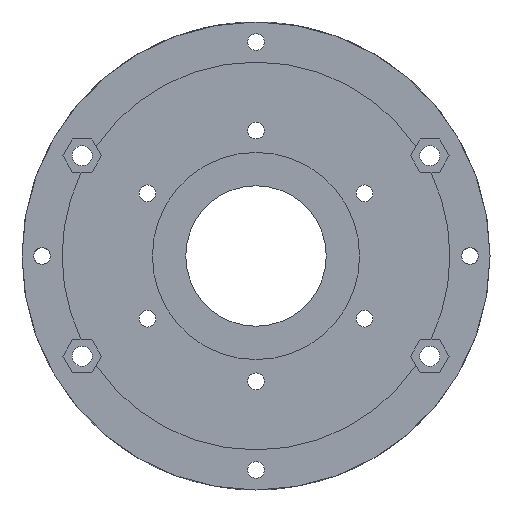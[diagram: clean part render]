
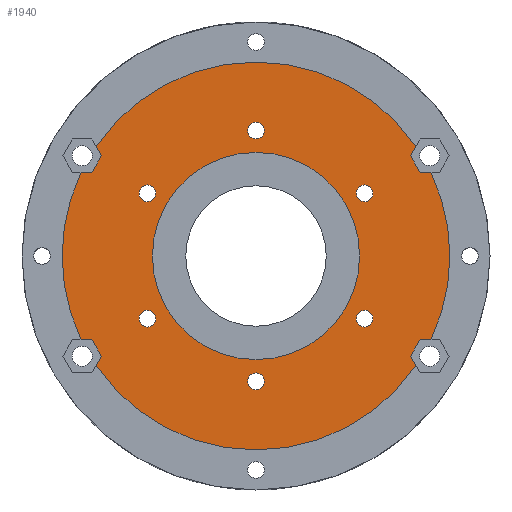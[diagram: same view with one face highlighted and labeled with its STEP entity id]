
A CAD part, front view. The second image highlights one B-rep face of the part: STEP entity #1940.
In plain terms, the highlighted planar face has unit normal (0, -1, 0).
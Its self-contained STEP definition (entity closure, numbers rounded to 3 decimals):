
#1=CARTESIAN_POINT('',(0.,0.,37.5));
#2=DIRECTION('',(0.,1.,0.));
#3=DIRECTION('',(-1.,0.,0.));
#4=AXIS2_PLACEMENT_3D('',#1,#2,#3);
#6=CARTESIAN_POINT('',(0.,0.,37.5));
#7=DIRECTION('',(0.,1.,0.));
#8=DIRECTION('',(1.,0.,0.));
#9=AXIS2_PLACEMENT_3D('',#6,#7,#8);
#11=CARTESIAN_POINT('',(0.,0.,-37.5));
#12=DIRECTION('',(0.,1.,0.));
#13=DIRECTION('',(-1.,0.,0.));
#14=AXIS2_PLACEMENT_3D('',#11,#12,#13);
#16=CARTESIAN_POINT('',(0.,0.,-37.5));
#17=DIRECTION('',(0.,1.,0.));
#18=DIRECTION('',(1.,0.,0.));
#19=AXIS2_PLACEMENT_3D('',#16,#17,#18);
#21=CARTESIAN_POINT('',(32.476,0.,18.75));
#22=DIRECTION('',(0.,1.,0.));
#23=DIRECTION('',(-1.,0.,0.));
#24=AXIS2_PLACEMENT_3D('',#21,#22,#23);
#26=CARTESIAN_POINT('',(32.476,0.,18.75));
#27=DIRECTION('',(0.,1.,0.));
#28=DIRECTION('',(1.,0.,0.));
#29=AXIS2_PLACEMENT_3D('',#26,#27,#28);
#31=CARTESIAN_POINT('',(32.476,0.,-18.75));
#32=DIRECTION('',(0.,1.,0.));
#33=DIRECTION('',(-1.,0.,0.));
#34=AXIS2_PLACEMENT_3D('',#31,#32,#33);
#36=CARTESIAN_POINT('',(32.476,0.,-18.75));
#37=DIRECTION('',(0.,1.,0.));
#38=DIRECTION('',(1.,0.,0.));
#39=AXIS2_PLACEMENT_3D('',#36,#37,#38);
#41=CARTESIAN_POINT('',(-32.476,0.,-18.75));
#42=DIRECTION('',(0.,1.,0.));
#43=DIRECTION('',(-1.,0.,0.));
#44=AXIS2_PLACEMENT_3D('',#41,#42,#43);
#46=CARTESIAN_POINT('',(-32.476,0.,-18.75));
#47=DIRECTION('',(0.,1.,0.));
#48=DIRECTION('',(1.,0.,0.));
#49=AXIS2_PLACEMENT_3D('',#46,#47,#48);
#51=CARTESIAN_POINT('',(-32.476,0.,18.75));
#52=DIRECTION('',(0.,1.,0.));
#53=DIRECTION('',(-1.,0.,0.));
#54=AXIS2_PLACEMENT_3D('',#51,#52,#53);
#56=CARTESIAN_POINT('',(-32.476,0.,18.75));
#57=DIRECTION('',(0.,1.,0.));
#58=DIRECTION('',(1.,0.,0.));
#59=AXIS2_PLACEMENT_3D('',#56,#57,#58);
#61=CARTESIAN_POINT('',(0.,0.,0.));
#62=DIRECTION('',(0.,-1.,0.));
#63=DIRECTION('',(-1.,0.,0.));
#64=AXIS2_PLACEMENT_3D('',#61,#62,#63);
#66=CARTESIAN_POINT('',(0.,0.,0.));
#67=DIRECTION('',(0.,-1.,0.));
#68=DIRECTION('',(1.,0.,0.));
#69=AXIS2_PLACEMENT_3D('',#66,#67,#68);
#71=CARTESIAN_POINT('',(0.,0.,0.));
#72=DIRECTION('',(0.,-1.,0.));
#73=DIRECTION('',(-0.902,0.,0.431));
#74=AXIS2_PLACEMENT_3D('',#71,#72,#73);
#76=DIRECTION('',(1.,0.,0.));
#77=VECTOR('',#76,3.222);
#78=CARTESIAN_POINT('',(-52.335,0.,25.));
#79=LINE('',#78,#77);
#80=DIRECTION('',(0.5,0.,0.866));
#81=VECTOR('',#80,5.774);
#82=CARTESIAN_POINT('',(-49.113,0.,25.));
#83=LINE('',#82,#81);
#84=DIRECTION('',(-0.5,0.,0.866));
#85=VECTOR('',#84,3.226);
#86=CARTESIAN_POINT('',(-46.226,0.,30.));
#87=LINE('',#86,#85);
#88=CARTESIAN_POINT('',(0.,0.,0.));
#89=DIRECTION('',(0.,-1.,0.));
#90=DIRECTION('',(0.825,0.,0.565));
#91=AXIS2_PLACEMENT_3D('',#88,#89,#90);
#93=DIRECTION('',(-0.5,0.,-0.866));
#94=VECTOR('',#93,3.226);
#95=CARTESIAN_POINT('',(47.839,0.,32.793));
#96=LINE('',#95,#94);
#97=DIRECTION('',(0.5,0.,-0.866));
#98=VECTOR('',#97,5.774);
#99=CARTESIAN_POINT('',(46.226,0.,30.));
#100=LINE('',#99,#98);
#101=DIRECTION('',(1.,0.,0.));
#102=VECTOR('',#101,3.222);
#103=CARTESIAN_POINT('',(49.113,0.,25.));
#104=LINE('',#103,#102);
#105=CARTESIAN_POINT('',(0.,0.,0.));
#106=DIRECTION('',(0.,-1.,0.));
#107=DIRECTION('',(0.902,0.,-0.431));
#108=AXIS2_PLACEMENT_3D('',#105,#106,#107);
#110=DIRECTION('',(-1.,0.,0.));
#111=VECTOR('',#110,3.222);
#112=CARTESIAN_POINT('',(52.335,0.,-25.));
#113=LINE('',#112,#111);
#114=DIRECTION('',(-0.5,0.,-0.866));
#115=VECTOR('',#114,5.774);
#116=CARTESIAN_POINT('',(49.113,0.,-25.));
#117=LINE('',#116,#115);
#118=DIRECTION('',(0.5,0.,-0.866));
#119=VECTOR('',#118,3.226);
#120=CARTESIAN_POINT('',(46.226,0.,-30.));
#121=LINE('',#120,#119);
#122=CARTESIAN_POINT('',(0.,0.,0.));
#123=DIRECTION('',(0.,-1.,0.));
#124=DIRECTION('',(-0.825,0.,-0.565));
#125=AXIS2_PLACEMENT_3D('',#122,#123,#124);
#127=DIRECTION('',(0.5,0.,0.866));
#128=VECTOR('',#127,3.226);
#129=CARTESIAN_POINT('',(-47.839,0.,-32.793));
#130=LINE('',#129,#128);
#131=DIRECTION('',(-0.5,0.,0.866));
#132=VECTOR('',#131,5.774);
#133=CARTESIAN_POINT('',(-46.226,0.,-30.));
#134=LINE('',#133,#132);
#135=DIRECTION('',(-1.,0.,0.));
#136=VECTOR('',#135,3.222);
#137=CARTESIAN_POINT('',(-49.113,0.,-25.));
#138=LINE('',#137,#136);
#1463=CARTESIAN_POINT('',(-2.5,0.,37.5));
#1464=VERTEX_POINT('',#1463);
#1465=CARTESIAN_POINT('',(2.5,0.,37.5));
#1466=VERTEX_POINT('',#1465);
#1467=CARTESIAN_POINT('',(-2.5,0.,-37.5));
#1468=VERTEX_POINT('',#1467);
#1469=CARTESIAN_POINT('',(2.5,0.,-37.5));
#1470=VERTEX_POINT('',#1469);
#1471=CARTESIAN_POINT('',(29.976,0.,18.75));
#1472=VERTEX_POINT('',#1471);
#1473=CARTESIAN_POINT('',(34.976,0.,18.75));
#1474=VERTEX_POINT('',#1473);
#1475=CARTESIAN_POINT('',(29.976,0.,-18.75));
#1476=VERTEX_POINT('',#1475);
#1477=CARTESIAN_POINT('',(34.976,0.,-18.75));
#1478=VERTEX_POINT('',#1477);
#1479=CARTESIAN_POINT('',(-34.976,0.,-18.75));
#1480=VERTEX_POINT('',#1479);
#1481=CARTESIAN_POINT('',(-29.976,0.,-18.75));
#1482=VERTEX_POINT('',#1481);
#1483=CARTESIAN_POINT('',(-34.976,0.,18.75));
#1484=VERTEX_POINT('',#1483);
#1485=CARTESIAN_POINT('',(-29.976,0.,18.75));
#1486=VERTEX_POINT('',#1485);
#1551=CARTESIAN_POINT('',(49.113,0.,-25.));
#1552=CARTESIAN_POINT('',(46.226,0.,-30.));
#1553=VERTEX_POINT('',#1551);
#1554=VERTEX_POINT('',#1552);
#1555=CARTESIAN_POINT('',(46.226,0.,30.));
#1556=CARTESIAN_POINT('',(49.113,0.,25.));
#1557=VERTEX_POINT('',#1555);
#1558=VERTEX_POINT('',#1556);
#1559=CARTESIAN_POINT('',(-46.226,0.,-30.));
#1560=CARTESIAN_POINT('',(-49.113,0.,-25.));
#1561=VERTEX_POINT('',#1559);
#1562=VERTEX_POINT('',#1560);
#1563=CARTESIAN_POINT('',(-49.113,0.,25.));
#1564=CARTESIAN_POINT('',(-46.226,0.,30.));
#1565=VERTEX_POINT('',#1563);
#1566=VERTEX_POINT('',#1564);
#1631=CARTESIAN_POINT('',(-31.,0.,0.));
#1632=CARTESIAN_POINT('',(31.,0.,0.));
#1633=VERTEX_POINT('',#1631);
#1634=VERTEX_POINT('',#1632);
#1843=CARTESIAN_POINT('',(-52.335,0.,25.));
#1844=CARTESIAN_POINT('',(-52.335,0.,-25.));
#1845=VERTEX_POINT('',#1843);
#1846=VERTEX_POINT('',#1844);
#1847=CARTESIAN_POINT('',(47.839,0.,32.793));
#1848=CARTESIAN_POINT('',(-47.839,0.,32.793));
#1849=VERTEX_POINT('',#1847);
#1850=VERTEX_POINT('',#1848);
#1851=CARTESIAN_POINT('',(52.335,0.,-25.));
#1852=CARTESIAN_POINT('',(52.335,0.,25.));
#1853=VERTEX_POINT('',#1851);
#1854=VERTEX_POINT('',#1852);
#1855=CARTESIAN_POINT('',(-47.839,0.,-32.793));
#1856=CARTESIAN_POINT('',(47.839,0.,-32.793));
#1857=VERTEX_POINT('',#1855);
#1858=VERTEX_POINT('',#1856);
#1859=CARTESIAN_POINT('',(0.,0.,0.));
#1860=DIRECTION('',(0.,1.,0.));
#1861=DIRECTION('',(-1.,0.,0.));
#1862=AXIS2_PLACEMENT_3D('',#1859,#1860,#1861);
#1863=PLANE('',#1862);
#1865=ORIENTED_EDGE('',*,*,#1864,.F.);
#1867=ORIENTED_EDGE('',*,*,#1866,.T.);
#1869=ORIENTED_EDGE('',*,*,#1868,.T.);
#1871=ORIENTED_EDGE('',*,*,#1870,.T.);
#1873=ORIENTED_EDGE('',*,*,#1872,.F.);
#1875=ORIENTED_EDGE('',*,*,#1874,.T.);
#1877=ORIENTED_EDGE('',*,*,#1876,.T.);
#1879=ORIENTED_EDGE('',*,*,#1878,.T.);
#1881=ORIENTED_EDGE('',*,*,#1880,.F.);
#1883=ORIENTED_EDGE('',*,*,#1882,.T.);
#1885=ORIENTED_EDGE('',*,*,#1884,.T.);
#1887=ORIENTED_EDGE('',*,*,#1886,.T.);
#1889=ORIENTED_EDGE('',*,*,#1888,.F.);
#1891=ORIENTED_EDGE('',*,*,#1890,.T.);
#1893=ORIENTED_EDGE('',*,*,#1892,.T.);
#1895=ORIENTED_EDGE('',*,*,#1894,.T.);
#1896=EDGE_LOOP('',(#1865,#1867,#1869,#1871,#1873,#1875,#1877,#1879,#1881,#1883,
#1885,#1887,#1889,#1891,#1893,#1895));
#1897=FACE_OUTER_BOUND('',#1896,.F.);
#1899=ORIENTED_EDGE('',*,*,#1898,.F.);
#1901=ORIENTED_EDGE('',*,*,#1900,.F.);
#1902=EDGE_LOOP('',(#1899,#1901));
#1903=FACE_BOUND('',#1902,.F.);
#1905=ORIENTED_EDGE('',*,*,#1904,.F.);
#1907=ORIENTED_EDGE('',*,*,#1906,.F.);
#1908=EDGE_LOOP('',(#1905,#1907));
#1909=FACE_BOUND('',#1908,.F.);
#1911=ORIENTED_EDGE('',*,*,#1910,.F.);
#1913=ORIENTED_EDGE('',*,*,#1912,.F.);
#1914=EDGE_LOOP('',(#1911,#1913));
#1915=FACE_BOUND('',#1914,.F.);
#1917=ORIENTED_EDGE('',*,*,#1916,.F.);
#1919=ORIENTED_EDGE('',*,*,#1918,.F.);
#1920=EDGE_LOOP('',(#1917,#1919));
#1921=FACE_BOUND('',#1920,.F.);
#1923=ORIENTED_EDGE('',*,*,#1922,.F.);
#1925=ORIENTED_EDGE('',*,*,#1924,.F.);
#1926=EDGE_LOOP('',(#1923,#1925));
#1927=FACE_BOUND('',#1926,.F.);
#1929=ORIENTED_EDGE('',*,*,#1928,.T.);
#1931=ORIENTED_EDGE('',*,*,#1930,.T.);
#1932=EDGE_LOOP('',(#1929,#1931));
#1933=FACE_BOUND('',#1932,.F.);
#1935=ORIENTED_EDGE('',*,*,#1934,.F.);
#1937=ORIENTED_EDGE('',*,*,#1936,.F.);
#1938=EDGE_LOOP('',(#1935,#1937));
#1939=FACE_BOUND('',#1938,.F.);
#1940=ADVANCED_FACE('',(#1897,#1903,#1909,#1915,#1921,#1927,#1933,#1939),#1863,
.F.);
#5=CIRCLE('',#4,2.5);
#10=CIRCLE('',#9,2.5);
#15=CIRCLE('',#14,2.5);
#20=CIRCLE('',#19,2.5);
#25=CIRCLE('',#24,2.5);
#30=CIRCLE('',#29,2.5);
#35=CIRCLE('',#34,2.5);
#40=CIRCLE('',#39,2.5);
#45=CIRCLE('',#44,2.5);
#50=CIRCLE('',#49,2.5);
#55=CIRCLE('',#54,2.5);
#60=CIRCLE('',#59,2.5);
#65=CIRCLE('',#64,31.);
#70=CIRCLE('',#69,31.);
#75=CIRCLE('',#74,58.);
#92=CIRCLE('',#91,58.);
#109=CIRCLE('',#108,58.);
#126=CIRCLE('',#125,58.);
#1864=EDGE_CURVE('',#1845,#1846,#75,.T.);
#1866=EDGE_CURVE('',#1845,#1565,#79,.T.);
#1868=EDGE_CURVE('',#1565,#1566,#83,.T.);
#1870=EDGE_CURVE('',#1566,#1850,#87,.T.);
#1872=EDGE_CURVE('',#1849,#1850,#92,.T.);
#1874=EDGE_CURVE('',#1849,#1557,#96,.T.);
#1876=EDGE_CURVE('',#1557,#1558,#100,.T.);
#1878=EDGE_CURVE('',#1558,#1854,#104,.T.);
#1880=EDGE_CURVE('',#1853,#1854,#109,.T.);
#1882=EDGE_CURVE('',#1853,#1553,#113,.T.);
#1884=EDGE_CURVE('',#1553,#1554,#117,.T.);
#1886=EDGE_CURVE('',#1554,#1858,#121,.T.);
#1888=EDGE_CURVE('',#1857,#1858,#126,.T.);
#1890=EDGE_CURVE('',#1857,#1561,#130,.T.);
#1892=EDGE_CURVE('',#1561,#1562,#134,.T.);
#1894=EDGE_CURVE('',#1562,#1846,#138,.T.);
#1898=EDGE_CURVE('',#1468,#1470,#15,.T.);
#1900=EDGE_CURVE('',#1470,#1468,#20,.T.);
#1904=EDGE_CURVE('',#1472,#1474,#25,.T.);
#1906=EDGE_CURVE('',#1474,#1472,#30,.T.);
#1910=EDGE_CURVE('',#1476,#1478,#35,.T.);
#1912=EDGE_CURVE('',#1478,#1476,#40,.T.);
#1916=EDGE_CURVE('',#1480,#1482,#45,.T.);
#1918=EDGE_CURVE('',#1482,#1480,#50,.T.);
#1922=EDGE_CURVE('',#1484,#1486,#55,.T.);
#1924=EDGE_CURVE('',#1486,#1484,#60,.T.);
#1928=EDGE_CURVE('',#1633,#1634,#65,.T.);
#1930=EDGE_CURVE('',#1634,#1633,#70,.T.);
#1934=EDGE_CURVE('',#1464,#1466,#5,.T.);
#1936=EDGE_CURVE('',#1466,#1464,#10,.T.);
